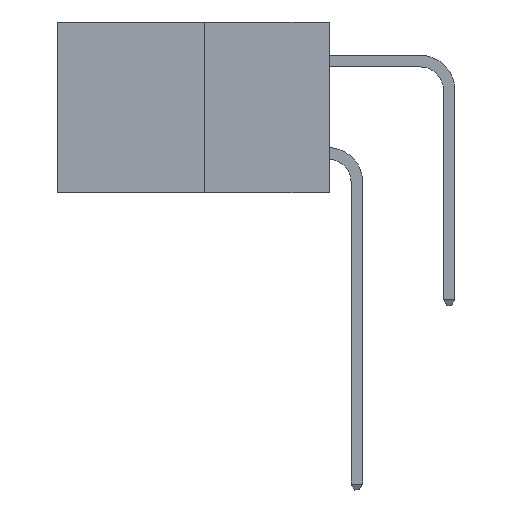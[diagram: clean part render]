
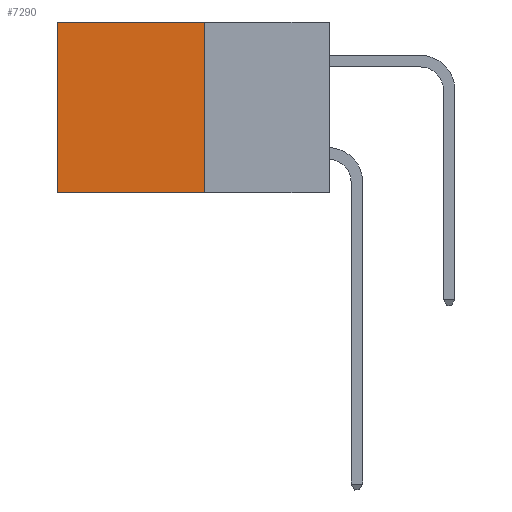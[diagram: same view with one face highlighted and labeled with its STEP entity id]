
A CAD part, left-side view. The second image highlights one B-rep face of the part: STEP entity #7290.
In plain terms, the highlighted planar face has unit normal (-1, 0, 0).
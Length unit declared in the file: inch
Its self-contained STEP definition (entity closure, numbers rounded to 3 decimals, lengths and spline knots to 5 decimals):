
#1181 = EDGE_CURVE ( 'NONE', #9342, #14875, #18508, .T. ) ;
#1520 = DIRECTION ( 'NONE',  ( 1., 0., 0. ) ) ;
#1828 = CARTESIAN_POINT ( 'NONE',  ( 0.277, 0.59, -0.37 ) ) ;
#2888 = VERTEX_POINT ( 'NONE', #11849 ) ;
#3798 = ORIENTED_EDGE ( 'NONE', *, *, #15023, .T. ) ;
#3892 = ORIENTED_EDGE ( 'NONE', *, *, #19136, .T. ) ;
#4320 = LINE ( 'NONE', #5389, #16473 ) ;
#5001 = CARTESIAN_POINT ( 'NONE',  ( 0.277, 0.27, -0.37 ) ) ;
#5374 = EDGE_CURVE ( 'NONE', #14875, #2888, #19762, .T. ) ;
#5389 = CARTESIAN_POINT ( 'NONE',  ( 0.277, 0.27, 0. ) ) ;
#5441 = ORIENTED_EDGE ( 'NONE', *, *, #5374, .F. ) ;
#5457 = DIRECTION ( 'NONE',  ( 0., 1., 0. ) ) ;
#5635 = FACE_OUTER_BOUND ( 'NONE', #16390, .T. ) ;
#6957 = VECTOR ( 'NONE', #17393, 39.37008 ) ;
#7290 = ADVANCED_FACE ( 'NONE', ( #5635 ), #17965, .F. ) ;
#8378 = CARTESIAN_POINT ( 'NONE',  ( 0.277, 0.27, -0.37 ) ) ;
#9342 = VERTEX_POINT ( 'NONE', #11375 ) ;
#9509 = DIRECTION ( 'NONE',  ( 0., 0., -1. ) ) ;
#11375 = CARTESIAN_POINT ( 'NONE',  ( 0.277, 0.27, 0. ) ) ;
#11498 = CARTESIAN_POINT ( 'NONE',  ( 0.277, 0.27, -0.37 ) ) ;
#11767 = LINE ( 'NONE', #1828, #20704 ) ;
#11849 = CARTESIAN_POINT ( 'NONE',  ( 0.277, 0.59, -0.37 ) ) ;
#11914 = DIRECTION ( 'NONE',  ( 0., 0., -1. ) ) ;
#13234 = DIRECTION ( 'NONE',  ( 0., 0., -1. ) ) ;
#14231 = VECTOR ( 'NONE', #9509, 39.37008 ) ;
#14607 = CARTESIAN_POINT ( 'NONE',  ( 0.277, 0.59, 0. ) ) ;
#14875 = VERTEX_POINT ( 'NONE', #5001 ) ;
#15023 = EDGE_CURVE ( 'NONE', #9342, #18817, #4320, .T. ) ;
#16390 = EDGE_LOOP ( 'NONE', ( #3892, #5441, #18430, #3798 ) ) ;
#16473 = VECTOR ( 'NONE', #5457, 39.37008 ) ;
#17393 = DIRECTION ( 'NONE',  ( 0., 1., 0. ) ) ;
#17915 = CARTESIAN_POINT ( 'NONE',  ( 0.277, 0.27, -0.37 ) ) ;
#17965 = PLANE ( 'NONE',  #20313 ) ;
#18430 = ORIENTED_EDGE ( 'NONE', *, *, #1181, .F. ) ;
#18508 = LINE ( 'NONE', #11498, #14231 ) ;
#18817 = VERTEX_POINT ( 'NONE', #14607 ) ;
#19136 = EDGE_CURVE ( 'NONE', #18817, #2888, #11767, .T. ) ;
#19762 = LINE ( 'NONE', #17915, #6957 ) ;
#20313 = AXIS2_PLACEMENT_3D ( 'NONE', #8378, #1520, #13234 ) ;
#20704 = VECTOR ( 'NONE', #11914, 39.37008 ) ;
